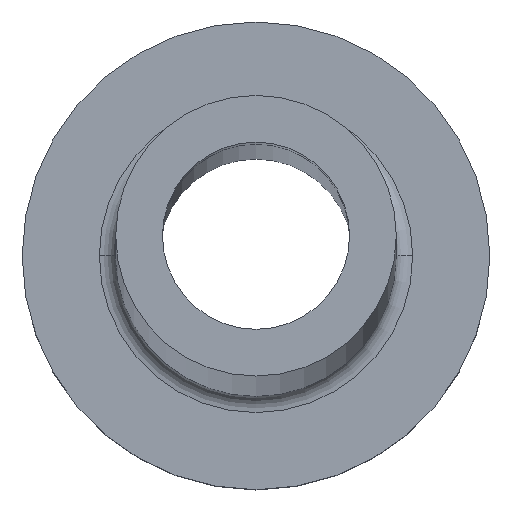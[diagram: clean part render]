
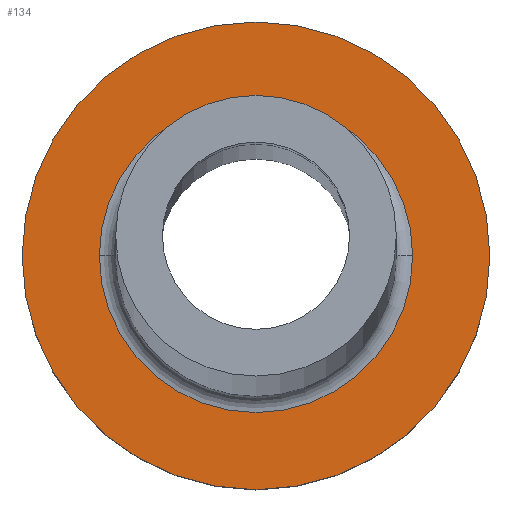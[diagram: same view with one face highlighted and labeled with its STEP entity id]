
A CAD part, top view. The second image highlights one B-rep face of the part: STEP entity #134.
In plain terms, the highlighted planar face has unit normal (0, 0, 1).
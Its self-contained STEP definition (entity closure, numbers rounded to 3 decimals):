
#8 = ORIENTED_EDGE ( 'NONE', *, *, #226, .T. ) ;
#10 = CARTESIAN_POINT ( 'NONE',  ( 0., 0., 7. ) ) ;
#11 = AXIS2_PLACEMENT_3D ( 'NONE', #97, #378, #313 ) ;
#13 = CARTESIAN_POINT ( 'NONE',  ( 6.7, 0., 7. ) ) ;
#17 = DIRECTION ( 'NONE',  ( 1., 0., 0. ) ) ;
#34 = EDGE_CURVE ( 'NONE', #286, #143, #272, .T. ) ;
#38 = DIRECTION ( 'NONE',  ( 1., 0., 0. ) ) ;
#43 = FACE_BOUND ( 'NONE', #433, .T. ) ;
#46 = VERTEX_POINT ( 'NONE', #387 ) ;
#71 = DIRECTION ( 'NONE',  ( 0., 0., 1. ) ) ;
#76 = CARTESIAN_POINT ( 'NONE',  ( -6.7, 0., 7. ) ) ;
#87 = CARTESIAN_POINT ( 'NONE',  ( 0., 0., 7. ) ) ;
#97 = CARTESIAN_POINT ( 'NONE',  ( 0., 0., 7. ) ) ;
#125 = DIRECTION ( 'NONE',  ( 1., 0., 0. ) ) ;
#134 = ADVANCED_FACE ( 'NONE', ( #43, #350 ), #432, .T. ) ;
#143 = VERTEX_POINT ( 'NONE', #13 ) ;
#165 = CIRCLE ( 'NONE', #439, 10. ) ;
#170 = ORIENTED_EDGE ( 'NONE', *, *, #409, .T. ) ;
#178 = CIRCLE ( 'NONE', #416, 10. ) ;
#186 = ORIENTED_EDGE ( 'NONE', *, *, #379, .T. ) ;
#211 = AXIS2_PLACEMENT_3D ( 'NONE', #10, #418, #384 ) ;
#226 = EDGE_CURVE ( 'NONE', #46, #282, #178, .T. ) ;
#272 = CIRCLE ( 'NONE', #211, 6.7 ) ;
#282 = VERTEX_POINT ( 'NONE', #436 ) ;
#286 = VERTEX_POINT ( 'NONE', #76 ) ;
#310 = CIRCLE ( 'NONE', #11, 6.7 ) ;
#313 = DIRECTION ( 'NONE',  ( 1., 0., 0. ) ) ;
#350 = FACE_OUTER_BOUND ( 'NONE', #397, .T. ) ;
#372 = DIRECTION ( 'NONE',  ( 0., 0., 1. ) ) ;
#378 = DIRECTION ( 'NONE',  ( 0., 0., -1. ) ) ;
#379 = EDGE_CURVE ( 'NONE', #143, #286, #310, .T. ) ;
#384 = DIRECTION ( 'NONE',  ( 1., 0., 0. ) ) ;
#387 = CARTESIAN_POINT ( 'NONE',  ( 10., 0., 7. ) ) ;
#390 = AXIS2_PLACEMENT_3D ( 'NONE', #399, #71, #38 ) ;
#397 = EDGE_LOOP ( 'NONE', ( #170, #8 ) ) ;
#399 = CARTESIAN_POINT ( 'NONE',  ( 0., 0., 7. ) ) ;
#402 = CARTESIAN_POINT ( 'NONE',  ( 0., 0., 7. ) ) ;
#409 = EDGE_CURVE ( 'NONE', #282, #46, #165, .T. ) ;
#416 = AXIS2_PLACEMENT_3D ( 'NONE', #402, #372, #17 ) ;
#418 = DIRECTION ( 'NONE',  ( 0., 0., -1. ) ) ;
#423 = ORIENTED_EDGE ( 'NONE', *, *, #34, .T. ) ;
#432 = PLANE ( 'NONE',  #390 ) ;
#433 = EDGE_LOOP ( 'NONE', ( #186, #423 ) ) ;
#436 = CARTESIAN_POINT ( 'NONE',  ( -10., 0., 7. ) ) ;
#438 = DIRECTION ( 'NONE',  ( 0., 0., 1. ) ) ;
#439 = AXIS2_PLACEMENT_3D ( 'NONE', #87, #438, #125 ) ;
